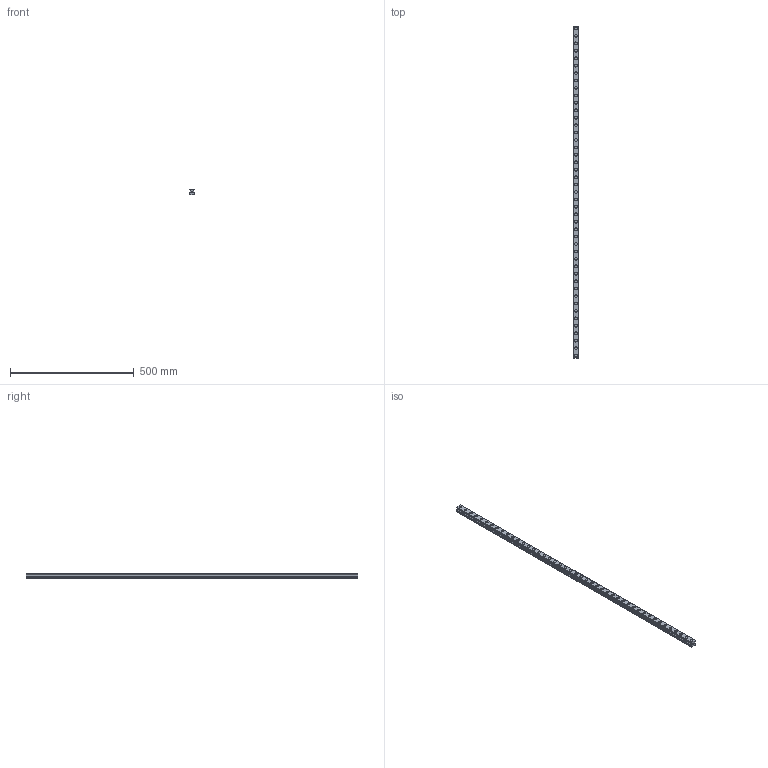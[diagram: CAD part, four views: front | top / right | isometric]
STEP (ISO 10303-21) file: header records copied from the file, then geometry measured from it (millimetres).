
FILE_DESCRIPTION(('STEP AP214'),'1');
FILE_NAME('cctmp_F79C4662-9454-43A8-A61D-900E1930B872_2021_03_10_11_45_21_0771..stp','2021-03-10T10:45:22',('HIWIN GmbH'),('CADClick - www.CADClick.com'),'Spatial InterOp 3D',' ','unknown authorization');
FILE_SCHEMA(('AUTOMOTIVE_DESIGN'));
Length unit declared in the file: millimetre
Products named in the file (1): RGR25R1340H_FILE
Bounding box: 23 x 1340 x 23.6 mm (x, y, z)
Volume: 536920.4 mm3; surface area: 167013.8 mm2
Topology: 1 solids, 1 shells, 522 faces, 1143 edges, 762 vertices
Faces by surface type: cylinder 288, plane 234
Entity records: 18763 total; most frequent: DIRECTION 2765, CARTESIAN_POINT 2428, ORIENTED_EDGE 2286, EDGE_CURVE 1143, AXIS2_PLACEMENT_3D 1099, VERTEX_POINT 762, EDGE_LOOP 661, CIRCLE 576
